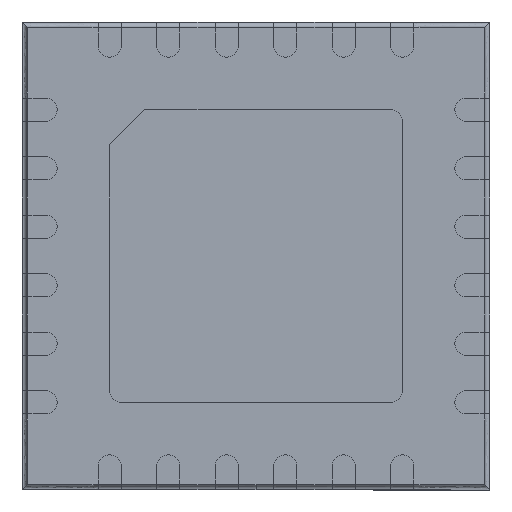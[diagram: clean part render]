
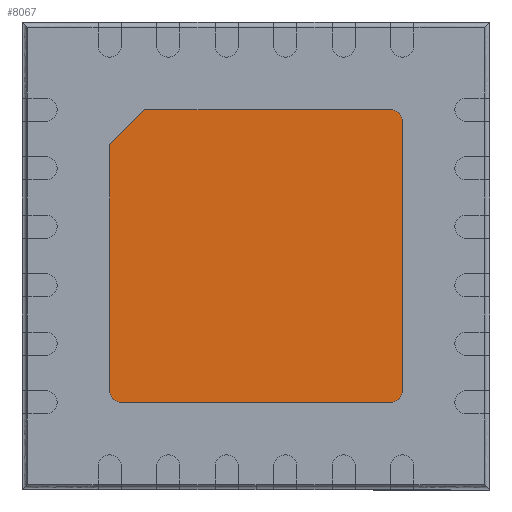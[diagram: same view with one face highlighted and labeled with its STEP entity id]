
A CAD part, front view. The second image highlights one B-rep face of the part: STEP entity #8067.
In plain terms, the highlighted planar face has unit normal (0, -1, 0).
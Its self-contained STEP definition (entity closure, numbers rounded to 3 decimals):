
#1 = DIRECTION ( 'NONE',  ( 0., 0., -1. ) ) ;
#229 = CARTESIAN_POINT ( 'NONE',  ( 1.25, -0.05, -1.15 ) ) ;
#379 = AXIS2_PLACEMENT_3D ( 'NONE', #7800, #6199, #8621 ) ;
#511 = VERTEX_POINT ( 'NONE', #788 ) ;
#616 = ORIENTED_EDGE ( 'NONE', *, *, #5363, .F. ) ;
#667 = VECTOR ( 'NONE', #1153, 1000. ) ;
#788 = CARTESIAN_POINT ( 'NONE',  ( -1.25, -0.05, -1.15 ) ) ;
#802 = LINE ( 'NONE', #8430, #667 ) ;
#958 = PLANE ( 'NONE',  #6267 ) ;
#1153 = DIRECTION ( 'NONE',  ( -1., 0., 0. ) ) ;
#1196 = ORIENTED_EDGE ( 'NONE', *, *, #1646, .F. ) ;
#1314 = DIRECTION ( 'NONE',  ( 0., 0., 1. ) ) ;
#1373 = CARTESIAN_POINT ( 'NONE',  ( 1.15, -0.05, 1.15 ) ) ;
#1646 = EDGE_CURVE ( 'NONE', #7952, #3801, #10586, .T. ) ;
#1889 = AXIS2_PLACEMENT_3D ( 'NONE', #7723, #9389, #6766 ) ;
#3402 = DIRECTION ( 'NONE',  ( 0., 1., 0. ) ) ;
#3414 = VERTEX_POINT ( 'NONE', #229 ) ;
#3755 = CARTESIAN_POINT ( 'NONE',  ( -1.25, -0.05, 0.95 ) ) ;
#3801 = VERTEX_POINT ( 'NONE', #8913 ) ;
#3863 = FACE_OUTER_BOUND ( 'NONE', #5119, .T. ) ;
#3982 = ORIENTED_EDGE ( 'NONE', *, *, #9598, .F. ) ;
#4086 = CARTESIAN_POINT ( 'NONE',  ( 1.15, -0.05, 1.25 ) ) ;
#4113 = VERTEX_POINT ( 'NONE', #5089 ) ;
#4406 = VECTOR ( 'NONE', #7659, 1000. ) ;
#4422 = ORIENTED_EDGE ( 'NONE', *, *, #8190, .F. ) ;
#5028 = EDGE_CURVE ( 'NONE', #6062, #511, #8934, .T. ) ;
#5039 = VERTEX_POINT ( 'NONE', #9366 ) ;
#5089 = CARTESIAN_POINT ( 'NONE',  ( 1.15, -0.05, 1.25 ) ) ;
#5119 = EDGE_LOOP ( 'NONE', ( #3982, #8583, #7289, #9003, #616, #1196, #4422, #9362 ) ) ;
#5363 = EDGE_CURVE ( 'NONE', #3801, #4113, #5848, .T. ) ;
#5820 = DIRECTION ( 'NONE',  ( 1., 0., 0. ) ) ;
#5848 = LINE ( 'NONE', #4086, #9689 ) ;
#6062 = VERTEX_POINT ( 'NONE', #6852 ) ;
#6199 = DIRECTION ( 'NONE',  ( 0., 1., 0. ) ) ;
#6267 = AXIS2_PLACEMENT_3D ( 'NONE', #8346, #3402, #9176 ) ;
#6766 = DIRECTION ( 'NONE',  ( 0., 0., 1. ) ) ;
#6852 = CARTESIAN_POINT ( 'NONE',  ( -1.15, -0.05, -1.25 ) ) ;
#6964 = CIRCLE ( 'NONE', #1889, 0.1 ) ;
#7147 = EDGE_CURVE ( 'NONE', #4113, #9138, #7234, .T. ) ;
#7234 = CIRCLE ( 'NONE', #10341, 0.1 ) ;
#7289 = ORIENTED_EDGE ( 'NONE', *, *, #10080, .F. ) ;
#7344 = VECTOR ( 'NONE', #1314, 1000. ) ;
#7375 = CARTESIAN_POINT ( 'NONE',  ( 1.25, -0.05, -1.15 ) ) ;
#7520 = EDGE_CURVE ( 'NONE', #3414, #5039, #6964, .T. ) ;
#7659 = DIRECTION ( 'NONE',  ( 0.707, 0., 0.707 ) ) ;
#7723 = CARTESIAN_POINT ( 'NONE',  ( 1.15, -0.05, -1.15 ) ) ;
#7800 = CARTESIAN_POINT ( 'NONE',  ( -1.15, -0.05, -1.15 ) ) ;
#7952 = VERTEX_POINT ( 'NONE', #8276 ) ;
#7957 = VECTOR ( 'NONE', #1, 1000. ) ;
#8067 = ADVANCED_FACE ( 'NONE', ( #3863 ), #958, .F. ) ;
#8190 = EDGE_CURVE ( 'NONE', #511, #7952, #9530, .T. ) ;
#8276 = CARTESIAN_POINT ( 'NONE',  ( -1.25, -0.05, 0.95 ) ) ;
#8346 = CARTESIAN_POINT ( 'NONE',  ( 0., -0.05, 0. ) ) ;
#8430 = CARTESIAN_POINT ( 'NONE',  ( -1.15, -0.05, -1.25 ) ) ;
#8583 = ORIENTED_EDGE ( 'NONE', *, *, #7520, .F. ) ;
#8621 = DIRECTION ( 'NONE',  ( 0., 0., 1. ) ) ;
#8738 = CARTESIAN_POINT ( 'NONE',  ( 1.25, -0.05, 1.15 ) ) ;
#8800 = DIRECTION ( 'NONE',  ( 0., 1., 0. ) ) ;
#8867 = DIRECTION ( 'NONE',  ( 0., 0., 1. ) ) ;
#8913 = CARTESIAN_POINT ( 'NONE',  ( -0.95, -0.05, 1.25 ) ) ;
#8934 = CIRCLE ( 'NONE', #379, 0.1 ) ;
#9003 = ORIENTED_EDGE ( 'NONE', *, *, #7147, .F. ) ;
#9138 = VERTEX_POINT ( 'NONE', #8738 ) ;
#9176 = DIRECTION ( 'NONE',  ( 0., 0., 1. ) ) ;
#9362 = ORIENTED_EDGE ( 'NONE', *, *, #5028, .F. ) ;
#9366 = CARTESIAN_POINT ( 'NONE',  ( 1.15, -0.05, -1.25 ) ) ;
#9389 = DIRECTION ( 'NONE',  ( 0., 1., 0. ) ) ;
#9530 = LINE ( 'NONE', #3755, #7344 ) ;
#9598 = EDGE_CURVE ( 'NONE', #5039, #6062, #802, .T. ) ;
#9689 = VECTOR ( 'NONE', #5820, 1000. ) ;
#10079 = CARTESIAN_POINT ( 'NONE',  ( -0.95, -0.05, 1.25 ) ) ;
#10080 = EDGE_CURVE ( 'NONE', #9138, #3414, #10676, .T. ) ;
#10341 = AXIS2_PLACEMENT_3D ( 'NONE', #1373, #8800, #8867 ) ;
#10586 = LINE ( 'NONE', #10079, #4406 ) ;
#10676 = LINE ( 'NONE', #7375, #7957 ) ;
